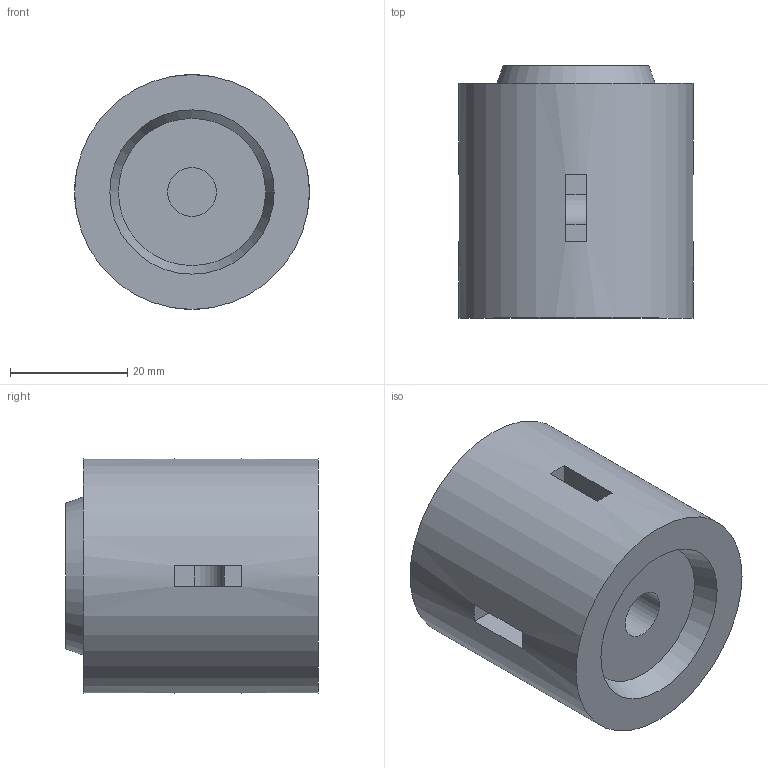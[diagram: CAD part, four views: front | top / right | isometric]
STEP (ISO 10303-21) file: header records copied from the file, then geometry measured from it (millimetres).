
FILE_DESCRIPTION(/* description */ (''),/* implementation_level */ '2;1');
FILE_NAME(/* name */ 'Disco grande_V5_x2.stp',/* time_stamp */ '2024-11-28T13:27:43Z',/* author */ ('patri'),/* organization */ (''),/* preprocessor_version */ 'ST-DEVELOPER v19.2',/* originating_system */ 'Autodesk Inventor 2024',/* authorisation */ '');
FILE_SCHEMA (('AUTOMOTIVE_DESIGN { 1 0 10303 214 3 1 1 }'));
Length unit declared in the file: millimetre
Products named in the file (1): disco giratorio
Bounding box: 40 x 43 x 40 mm (x, y, z)
Volume: 45538 mm3; surface area: 10036.6 mm2
Topology: 1 solids, 1 shells, 73 faces, 184 edges, 122 vertices
Faces by surface type: plane 44, cylinder 24, torus 3, cone 2
Full cylindrical faces by diameter (mm): 8.3 x2, 21 x1, 40 x1
Entity records: 2254 total; most frequent: DIRECTION 401, CARTESIAN_POINT 380, ORIENTED_EDGE 368, EDGE_CURVE 184, AXIS2_PLACEMENT_3D 143, VERTEX_POINT 122, LINE 115, VECTOR 115
